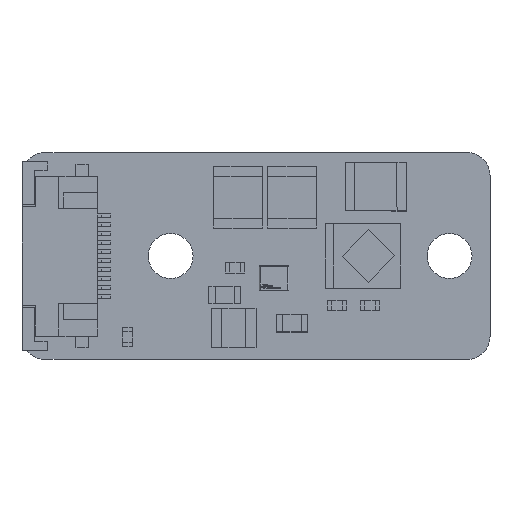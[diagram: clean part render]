
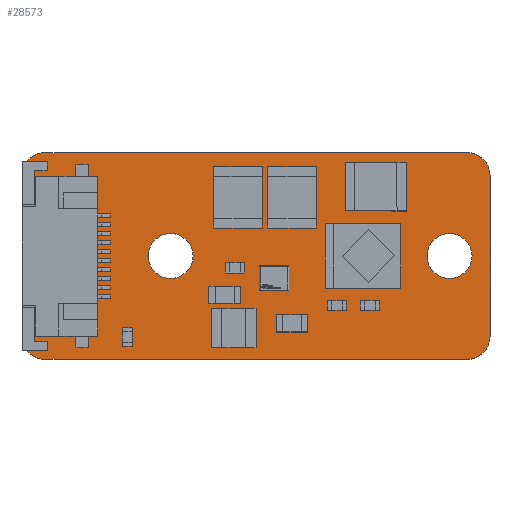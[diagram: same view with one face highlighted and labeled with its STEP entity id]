
A CAD part, top view. The second image highlights one B-rep face of the part: STEP entity #28573.
In plain terms, the highlighted planar face has unit normal (0, 0, 1).
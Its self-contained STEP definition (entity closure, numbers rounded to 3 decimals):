
#28236 = VERTEX_POINT('',#28237);
#28237 = CARTESIAN_POINT('',(0.,0.52,0.));
#28243 = EDGE_CURVE('',#28236,#28244,#28246,.T.);
#28244 = VERTEX_POINT('',#28245);
#28245 = CARTESIAN_POINT('',(1.27,-0.75,0.));
#28246 = CIRCLE('',#28247,1.27);
#28247 = AXIS2_PLACEMENT_3D('',#28248,#28249,#28250);
#28248 = CARTESIAN_POINT('',(1.27,0.52,0.));
#28249 = DIRECTION('',(0.,0.,1.));
#28250 = DIRECTION('',(-1.,0.,0.));
#28276 = EDGE_CURVE('',#28244,#28277,#28279,.T.);
#28277 = VERTEX_POINT('',#28278);
#28278 = CARTESIAN_POINT('',(24.73,-0.75,0.));
#28279 = LINE('',#28280,#28281);
#28280 = CARTESIAN_POINT('',(1.27,-0.75,0.));
#28281 = VECTOR('',#28282,1.);
#28282 = DIRECTION('',(1.,0.,0.));
#28307 = EDGE_CURVE('',#28277,#28308,#28310,.T.);
#28308 = VERTEX_POINT('',#28309);
#28309 = CARTESIAN_POINT('',(26.,0.52,0.));
#28310 = CIRCLE('',#28311,1.27);
#28311 = AXIS2_PLACEMENT_3D('',#28312,#28313,#28314);
#28312 = CARTESIAN_POINT('',(24.73,0.52,0.));
#28313 = DIRECTION('',(0.,0.,1.));
#28314 = DIRECTION('',(0.,-1.,0.));
#28340 = EDGE_CURVE('',#28308,#28341,#28343,.T.);
#28341 = VERTEX_POINT('',#28342);
#28342 = CARTESIAN_POINT('',(26.,9.48,0.));
#28343 = LINE('',#28344,#28345);
#28344 = CARTESIAN_POINT('',(26.,0.52,0.));
#28345 = VECTOR('',#28346,1.);
#28346 = DIRECTION('',(0.,1.,0.));
#28371 = EDGE_CURVE('',#28341,#28372,#28374,.T.);
#28372 = VERTEX_POINT('',#28373);
#28373 = CARTESIAN_POINT('',(24.73,10.75,0.));
#28374 = CIRCLE('',#28375,1.27);
#28375 = AXIS2_PLACEMENT_3D('',#28376,#28377,#28378);
#28376 = CARTESIAN_POINT('',(24.73,9.48,0.));
#28377 = DIRECTION('',(0.,0.,1.));
#28378 = DIRECTION('',(1.,0.,0.));
#28404 = EDGE_CURVE('',#28372,#28405,#28407,.T.);
#28405 = VERTEX_POINT('',#28406);
#28406 = CARTESIAN_POINT('',(1.27,10.75,0.));
#28407 = LINE('',#28408,#28409);
#28408 = CARTESIAN_POINT('',(24.73,10.75,0.));
#28409 = VECTOR('',#28410,1.);
#28410 = DIRECTION('',(-1.,0.,0.));
#28435 = EDGE_CURVE('',#28405,#28436,#28438,.T.);
#28436 = VERTEX_POINT('',#28437);
#28437 = CARTESIAN_POINT('',(0.,9.48,0.
    ));
#28438 = CIRCLE('',#28439,1.27);
#28439 = AXIS2_PLACEMENT_3D('',#28440,#28441,#28442);
#28440 = CARTESIAN_POINT('',(1.27,9.48,0.));
#28441 = DIRECTION('',(0.,0.,1.));
#28442 = DIRECTION('',(0.,1.,0.));
#28468 = EDGE_CURVE('',#28436,#28236,#28469,.T.);
#28469 = LINE('',#28470,#28471);
#28470 = CARTESIAN_POINT('',(0.,9.48,0.));
#28471 = VECTOR('',#28472,1.);
#28472 = DIRECTION('',(0.,-1.,0.));
#28492 = VERTEX_POINT('',#28493);
#28493 = CARTESIAN_POINT('',(9.5,5.,0.));
#28499 = EDGE_CURVE('',#28492,#28492,#28500,.T.);
#28500 = CIRCLE('',#28501,1.25);
#28501 = AXIS2_PLACEMENT_3D('',#28502,#28503,#28504);
#28502 = CARTESIAN_POINT('',(8.25,5.,0.));
#28503 = DIRECTION('',(0.,0.,1.));
#28504 = DIRECTION('',(1.,0.,0.));
#28525 = VERTEX_POINT('',#28526);
#28526 = CARTESIAN_POINT('',(25.,5.,0.));
#28532 = EDGE_CURVE('',#28525,#28525,#28533,.T.);
#28533 = CIRCLE('',#28534,1.25);
#28534 = AXIS2_PLACEMENT_3D('',#28535,#28536,#28537);
#28535 = CARTESIAN_POINT('',(23.75,5.,0.));
#28536 = DIRECTION('',(0.,0.,1.));
#28537 = DIRECTION('',(1.,0.,0.));
#28573 = ADVANCED_FACE('',(#28574,#28584,#28587),#28590,.F.);
#28574 = FACE_BOUND('',#28575,.T.);
#28575 = EDGE_LOOP('',(#28576,#28577,#28578,#28579,#28580,#28581,#28582,
    #28583));
#28576 = ORIENTED_EDGE('',*,*,#28243,.T.);
#28577 = ORIENTED_EDGE('',*,*,#28276,.T.);
#28578 = ORIENTED_EDGE('',*,*,#28307,.T.);
#28579 = ORIENTED_EDGE('',*,*,#28340,.T.);
#28580 = ORIENTED_EDGE('',*,*,#28371,.T.);
#28581 = ORIENTED_EDGE('',*,*,#28404,.T.);
#28582 = ORIENTED_EDGE('',*,*,#28435,.T.);
#28583 = ORIENTED_EDGE('',*,*,#28468,.T.);
#28584 = FACE_BOUND('',#28585,.F.);
#28585 = EDGE_LOOP('',(#28586));
#28586 = ORIENTED_EDGE('',*,*,#28499,.T.);
#28587 = FACE_BOUND('',#28588,.F.);
#28588 = EDGE_LOOP('',(#28589));
#28589 = ORIENTED_EDGE('',*,*,#28532,.T.);
#28590 = PLANE('',#28591);
#28591 = AXIS2_PLACEMENT_3D('',#28592,#28593,#28594);
#28592 = CARTESIAN_POINT('',(0.,0.52,0.));
#28593 = DIRECTION('',(0.,0.,-1.));
#28594 = DIRECTION('',(-1.,0.,0.));
